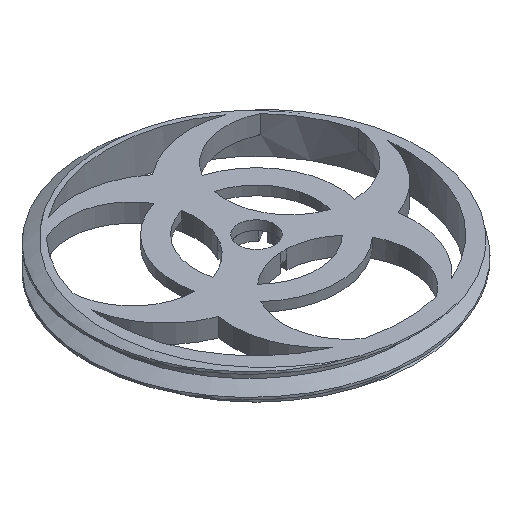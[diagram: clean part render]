
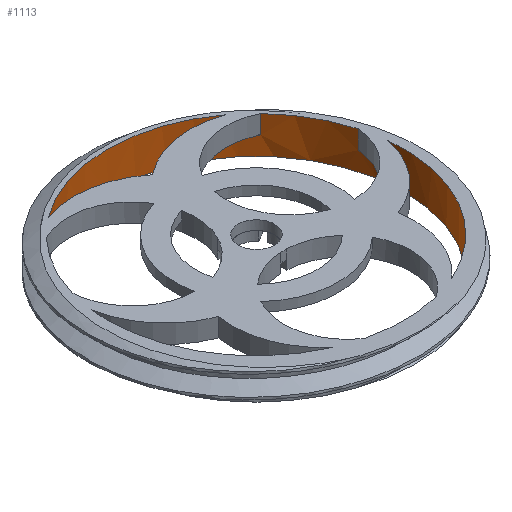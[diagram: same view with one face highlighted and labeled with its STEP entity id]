
A CAD part, isometric view. The second image highlights one B-rep face of the part: STEP entity #1113.
In plain terms, the highlighted cylindrical face has radius 40 mm (diameter 80 mm), a full revolution.
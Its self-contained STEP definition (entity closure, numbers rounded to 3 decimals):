
#54=FACE_OUTER_BOUND('',#109,.T.);
#109=EDGE_LOOP('',(#753,#754,#755,#756,#757,#758,#759,#760,#761,#762,#763,
#764,#765,#766,#767,#768,#769,#770,#771,#772,#773,#774,#775,#776,#777,#778,
#779,#780));
#170=CIRCLE('',#1185,40.);
#173=CIRCLE('',#1188,40.);
#184=CIRCLE('',#1202,40.);
#185=CIRCLE('',#1203,40.);
#186=CIRCLE('',#1204,40.);
#187=CIRCLE('',#1205,40.);
#188=CIRCLE('',#1206,40.);
#189=CIRCLE('',#1207,40.);
#190=CIRCLE('',#1208,40.);
#191=CIRCLE('',#1209,40.);
#192=CIRCLE('',#1210,40.);
#193=CIRCLE('',#1211,40.);
#194=CIRCLE('',#1212,40.);
#195=CIRCLE('',#1213,40.);
#288=LINE('',#2024,#356);
#289=LINE('',#2028,#357);
#290=LINE('',#2032,#358);
#291=LINE('',#2036,#359);
#292=LINE('',#2040,#360);
#293=LINE('',#2044,#361);
#294=LINE('',#2048,#362);
#295=LINE('',#2051,#363);
#296=LINE('',#2053,#364);
#297=LINE('',#2056,#365);
#298=LINE('',#2058,#366);
#299=LINE('',#2062,#367);
#300=LINE('',#2066,#368);
#356=VECTOR('',#1397,40.);
#357=VECTOR('',#1400,10.);
#358=VECTOR('',#1403,10.);
#359=VECTOR('',#1406,10.);
#360=VECTOR('',#1409,10.);
#361=VECTOR('',#1412,10.);
#362=VECTOR('',#1415,10.);
#363=VECTOR('',#1418,10.);
#364=VECTOR('',#1419,10.);
#365=VECTOR('',#1422,10.);
#366=VECTOR('',#1423,10.);
#367=VECTOR('',#1426,10.);
#368=VECTOR('',#1429,10.);
#432=VERTEX_POINT('',#1991);
#433=VERTEX_POINT('',#1992);
#435=VERTEX_POINT('',#1996);
#436=VERTEX_POINT('',#1998);
#445=VERTEX_POINT('',#2021);
#446=VERTEX_POINT('',#2023);
#447=VERTEX_POINT('',#2025);
#448=VERTEX_POINT('',#2027);
#449=VERTEX_POINT('',#2029);
#450=VERTEX_POINT('',#2031);
#451=VERTEX_POINT('',#2033);
#452=VERTEX_POINT('',#2035);
#453=VERTEX_POINT('',#2037);
#454=VERTEX_POINT('',#2039);
#455=VERTEX_POINT('',#2041);
#456=VERTEX_POINT('',#2043);
#457=VERTEX_POINT('',#2045);
#458=VERTEX_POINT('',#2047);
#459=VERTEX_POINT('',#2049);
#460=VERTEX_POINT('',#2052);
#461=VERTEX_POINT('',#2054);
#462=VERTEX_POINT('',#2057);
#463=VERTEX_POINT('',#2059);
#464=VERTEX_POINT('',#2061);
#465=VERTEX_POINT('',#2063);
#466=VERTEX_POINT('',#2065);
#553=EDGE_CURVE('',#432,#433,#170,.T.);
#556=EDGE_CURVE('',#436,#435,#173,.T.);
#567=EDGE_CURVE('',#445,#445,#184,.T.);
#568=EDGE_CURVE('',#445,#446,#288,.T.);
#569=EDGE_CURVE('',#447,#446,#185,.T.);
#570=EDGE_CURVE('',#447,#448,#289,.T.);
#571=EDGE_CURVE('',#448,#449,#186,.T.);
#572=EDGE_CURVE('',#449,#450,#290,.T.);
#573=EDGE_CURVE('',#451,#450,#187,.T.);
#574=EDGE_CURVE('',#451,#452,#291,.T.);
#575=EDGE_CURVE('',#452,#453,#188,.T.);
#576=EDGE_CURVE('',#453,#454,#292,.T.);
#577=EDGE_CURVE('',#455,#454,#189,.T.);
#578=EDGE_CURVE('',#455,#456,#293,.T.);
#579=EDGE_CURVE('',#456,#457,#190,.T.);
#580=EDGE_CURVE('',#457,#458,#294,.T.);
#581=EDGE_CURVE('',#459,#458,#191,.T.);
#582=EDGE_CURVE('',#459,#436,#295,.T.);
#583=EDGE_CURVE('',#435,#460,#296,.T.);
#584=EDGE_CURVE('',#461,#460,#192,.T.);
#585=EDGE_CURVE('',#461,#432,#297,.T.);
#586=EDGE_CURVE('',#433,#462,#298,.T.);
#587=EDGE_CURVE('',#463,#462,#193,.T.);
#588=EDGE_CURVE('',#463,#464,#299,.T.);
#589=EDGE_CURVE('',#464,#465,#194,.T.);
#590=EDGE_CURVE('',#465,#466,#300,.T.);
#591=EDGE_CURVE('',#446,#466,#195,.T.);
#753=ORIENTED_EDGE('',*,*,#567,.F.);
#754=ORIENTED_EDGE('',*,*,#568,.T.);
#755=ORIENTED_EDGE('',*,*,#569,.F.);
#756=ORIENTED_EDGE('',*,*,#570,.T.);
#757=ORIENTED_EDGE('',*,*,#571,.T.);
#758=ORIENTED_EDGE('',*,*,#572,.T.);
#759=ORIENTED_EDGE('',*,*,#573,.F.);
#760=ORIENTED_EDGE('',*,*,#574,.T.);
#761=ORIENTED_EDGE('',*,*,#575,.T.);
#762=ORIENTED_EDGE('',*,*,#576,.T.);
#763=ORIENTED_EDGE('',*,*,#577,.F.);
#764=ORIENTED_EDGE('',*,*,#578,.T.);
#765=ORIENTED_EDGE('',*,*,#579,.T.);
#766=ORIENTED_EDGE('',*,*,#580,.T.);
#767=ORIENTED_EDGE('',*,*,#581,.F.);
#768=ORIENTED_EDGE('',*,*,#582,.T.);
#769=ORIENTED_EDGE('',*,*,#556,.T.);
#770=ORIENTED_EDGE('',*,*,#583,.T.);
#771=ORIENTED_EDGE('',*,*,#584,.F.);
#772=ORIENTED_EDGE('',*,*,#585,.T.);
#773=ORIENTED_EDGE('',*,*,#553,.T.);
#774=ORIENTED_EDGE('',*,*,#586,.T.);
#775=ORIENTED_EDGE('',*,*,#587,.F.);
#776=ORIENTED_EDGE('',*,*,#588,.T.);
#777=ORIENTED_EDGE('',*,*,#589,.T.);
#778=ORIENTED_EDGE('',*,*,#590,.T.);
#779=ORIENTED_EDGE('',*,*,#591,.F.);
#780=ORIENTED_EDGE('',*,*,#568,.F.);
#1071=CYLINDRICAL_SURFACE('',#1201,40.);
#1113=ADVANCED_FACE('',(#54),#1071,.F.);
#1185=AXIS2_PLACEMENT_3D('',#1993,#1361,#1362);
#1188=AXIS2_PLACEMENT_3D('',#1999,#1367,#1368);
#1201=AXIS2_PLACEMENT_3D('',#2020,#1393,#1394);
#1202=AXIS2_PLACEMENT_3D('',#2022,#1395,#1396);
#1203=AXIS2_PLACEMENT_3D('',#2026,#1398,#1399);
#1204=AXIS2_PLACEMENT_3D('',#2030,#1401,#1402);
#1205=AXIS2_PLACEMENT_3D('',#2034,#1404,#1405);
#1206=AXIS2_PLACEMENT_3D('',#2038,#1407,#1408);
#1207=AXIS2_PLACEMENT_3D('',#2042,#1410,#1411);
#1208=AXIS2_PLACEMENT_3D('',#2046,#1413,#1414);
#1209=AXIS2_PLACEMENT_3D('',#2050,#1416,#1417);
#1210=AXIS2_PLACEMENT_3D('',#2055,#1420,#1421);
#1211=AXIS2_PLACEMENT_3D('',#2060,#1424,#1425);
#1212=AXIS2_PLACEMENT_3D('',#2064,#1427,#1428);
#1213=AXIS2_PLACEMENT_3D('',#2067,#1430,#1431);
#1361=DIRECTION('center_axis',(0.,0.,1.));
#1362=DIRECTION('ref_axis',(1.,0.,0.));
#1367=DIRECTION('center_axis',(0.,0.,1.));
#1368=DIRECTION('ref_axis',(1.,0.,0.));
#1393=DIRECTION('center_axis',(0.,0.,-1.));
#1394=DIRECTION('ref_axis',(1.,0.,0.));
#1395=DIRECTION('center_axis',(0.,0.,1.));
#1396=DIRECTION('ref_axis',(1.,0.,0.));
#1397=DIRECTION('',(0.,0.,1.));
#1398=DIRECTION('center_axis',(0.,0.,-1.));
#1399=DIRECTION('ref_axis',(1.,0.,0.));
#1400=DIRECTION('',(0.,0.,-1.));
#1401=DIRECTION('center_axis',(0.,0.,1.));
#1402=DIRECTION('ref_axis',(1.,0.,0.));
#1403=DIRECTION('',(0.,0.,1.));
#1404=DIRECTION('center_axis',(0.,0.,-1.));
#1405=DIRECTION('ref_axis',(1.,0.,0.));
#1406=DIRECTION('',(0.,0.,-1.));
#1407=DIRECTION('center_axis',(0.,0.,1.));
#1408=DIRECTION('ref_axis',(1.,0.,0.));
#1409=DIRECTION('',(0.,0.,1.));
#1410=DIRECTION('center_axis',(0.,0.,-1.));
#1411=DIRECTION('ref_axis',(1.,0.,0.));
#1412=DIRECTION('',(0.,0.,-1.));
#1413=DIRECTION('center_axis',(0.,0.,1.));
#1414=DIRECTION('ref_axis',(1.,0.,0.));
#1415=DIRECTION('',(0.,0.,1.));
#1416=DIRECTION('center_axis',(0.,0.,-1.));
#1417=DIRECTION('ref_axis',(1.,0.,0.));
#1418=DIRECTION('',(0.,0.,-1.));
#1419=DIRECTION('',(0.,0.,1.));
#1420=DIRECTION('center_axis',(0.,0.,-1.));
#1421=DIRECTION('ref_axis',(1.,0.,0.));
#1422=DIRECTION('',(0.,0.,-1.));
#1423=DIRECTION('',(0.,0.,1.));
#1424=DIRECTION('center_axis',(0.,0.,-1.));
#1425=DIRECTION('ref_axis',(1.,0.,0.));
#1426=DIRECTION('',(0.,0.,-1.));
#1427=DIRECTION('center_axis',(0.,0.,1.));
#1428=DIRECTION('ref_axis',(1.,0.,0.));
#1429=DIRECTION('',(0.,0.,1.));
#1430=DIRECTION('center_axis',(0.,0.,-1.));
#1431=DIRECTION('ref_axis',(1.,0.,0.));
#1991=CARTESIAN_POINT('',(-23.998,32.001,-30.));
#1992=CARTESIAN_POINT('',(-29.008,27.542,-30.));
#1993=CARTESIAN_POINT('Origin',(0.,0.,-30.));
#1996=CARTESIAN_POINT('',(23.894,32.079,-30.));
#1998=CARTESIAN_POINT('',(28.907,27.648,-30.));
#1999=CARTESIAN_POINT('Origin',(0.,0.,-30.));
#2020=CARTESIAN_POINT('Origin',(0.,0.,-25.));
#2021=CARTESIAN_POINT('',(-40.,0.,-35.));
#2022=CARTESIAN_POINT('Origin',(0.,0.,-35.));
#2023=CARTESIAN_POINT('',(-40.,0.,-25.));
#2024=CARTESIAN_POINT('',(-40.,0.,-25.));
#2025=CARTESIAN_POINT('',(-16.015,-36.654,-25.));
#2026=CARTESIAN_POINT('Origin',(0.,0.,-25.));
#2027=CARTESIAN_POINT('',(-16.015,-36.654,-30.));
#2028=CARTESIAN_POINT('',(-16.015,-36.654,-27.5));
#2029=CARTESIAN_POINT('',(-9.656,-38.817,-30.));
#2030=CARTESIAN_POINT('Origin',(0.,0.,-30.));
#2031=CARTESIAN_POINT('',(-9.656,-38.817,-25.));
#2032=CARTESIAN_POINT('',(-9.656,-38.817,-27.5));
#2033=CARTESIAN_POINT('',(9.831,-38.773,-25.));
#2034=CARTESIAN_POINT('Origin',(0.,0.,-25.));
#2035=CARTESIAN_POINT('',(9.831,-38.773,-30.));
#2036=CARTESIAN_POINT('',(9.831,-38.773,-27.5));
#2037=CARTESIAN_POINT('',(16.24,-36.555,-30.));
#2038=CARTESIAN_POINT('Origin',(0.,0.,-30.));
#2039=CARTESIAN_POINT('',(16.24,-36.555,-25.));
#2040=CARTESIAN_POINT('',(16.24,-36.555,-27.5));
#2041=CARTESIAN_POINT('',(39.771,4.278,-25.));
#2042=CARTESIAN_POINT('Origin',(0.,0.,-25.));
#2043=CARTESIAN_POINT('',(39.771,4.278,-30.));
#2044=CARTESIAN_POINT('',(39.771,4.278,-27.5));
#2045=CARTESIAN_POINT('',(38.474,10.943,-30.));
#2046=CARTESIAN_POINT('Origin',(0.,0.,-30.));
#2047=CARTESIAN_POINT('',(38.474,10.943,-25.));
#2048=CARTESIAN_POINT('',(38.474,10.943,-27.5));
#2049=CARTESIAN_POINT('',(28.907,27.648,-25.));
#2050=CARTESIAN_POINT('Origin',(0.,0.,-25.));
#2051=CARTESIAN_POINT('',(28.907,27.648,-27.5));
#2052=CARTESIAN_POINT('',(23.894,32.079,-25.));
#2053=CARTESIAN_POINT('',(23.894,32.079,-27.5));
#2054=CARTESIAN_POINT('',(-23.998,32.001,-25.));
#2055=CARTESIAN_POINT('Origin',(0.,0.,-25.));
#2056=CARTESIAN_POINT('',(-23.998,32.001,-27.5));
#2057=CARTESIAN_POINT('',(-29.008,27.542,-25.));
#2058=CARTESIAN_POINT('',(-29.008,27.542,-27.5));
#2059=CARTESIAN_POINT('',(-38.383,11.257,-25.));
#2060=CARTESIAN_POINT('Origin',(0.,0.,-25.));
#2061=CARTESIAN_POINT('',(-38.383,11.257,-30.));
#2062=CARTESIAN_POINT('',(-38.383,11.257,-27.5));
#2063=CARTESIAN_POINT('',(-39.729,4.651,-30.));
#2064=CARTESIAN_POINT('Origin',(0.,0.,-30.));
#2065=CARTESIAN_POINT('',(-39.729,4.651,-25.));
#2066=CARTESIAN_POINT('',(-39.729,4.651,-27.5));
#2067=CARTESIAN_POINT('Origin',(0.,0.,-25.));
